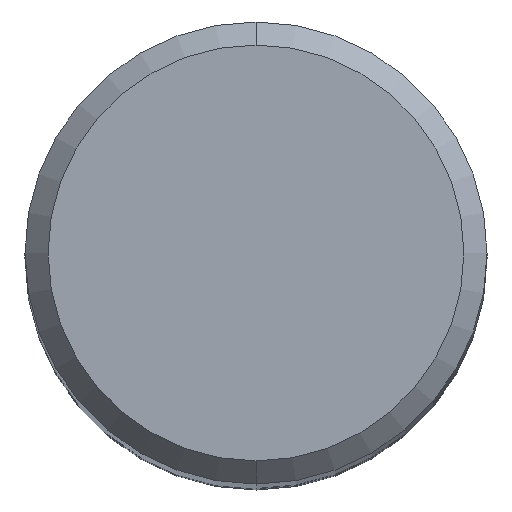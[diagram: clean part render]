
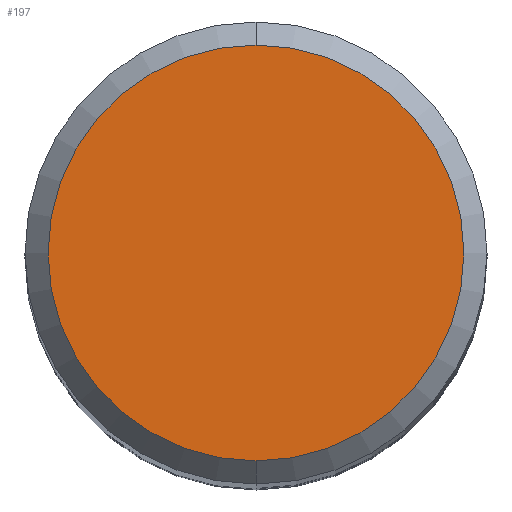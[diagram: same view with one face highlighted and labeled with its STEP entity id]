
A CAD part, top view. The second image highlights one B-rep face of the part: STEP entity #197.
In plain terms, the highlighted planar face has unit normal (0, 0, 1).
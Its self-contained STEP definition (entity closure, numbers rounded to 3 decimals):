
#171=EDGE_CURVE('',#273,#301,#383,.T.);
#197=ADVANCED_FACE('',(#410),#411,.T.);
#265=EDGE_CURVE('',#301,#273,#485,.T.);
#273=VERTEX_POINT('',#495);
#301=VERTEX_POINT('',#529);
#383=CIRCLE('',#615,5.4);
#410=FACE_OUTER_BOUND('',#649,.T.);
#411=PLANE('',#650);
#485=CIRCLE('',#749,5.4);
#495=CARTESIAN_POINT('',(0.0,5.4,0.0));
#529=CARTESIAN_POINT('',(0.,-5.4,0.0));
#615=AXIS2_PLACEMENT_3D('',#892,#893,#894);
#649=EDGE_LOOP('',(#915,#916));
#650=AXIS2_PLACEMENT_3D('',#917,#918,#919);
#749=AXIS2_PLACEMENT_3D('',#1010,#1011,#1012);
#892=CARTESIAN_POINT('',(0.0,0.0,0.0));
#893=DIRECTION('',(0.0,0.0,-1.0));
#894=DIRECTION('',(0.0,1.0,0.0));
#915=ORIENTED_EDGE('',*,*,#171,.F.);
#916=ORIENTED_EDGE('',*,*,#265,.F.);
#917=CARTESIAN_POINT('',(0.0,2.7,0.0));
#918=DIRECTION('',(-0.0,0.0,1.0));
#919=DIRECTION('',(0.0,-1.0,0.0));
#1010=CARTESIAN_POINT('',(0.0,0.0,0.0));
#1011=DIRECTION('',(0.0,0.0,-1.0));
#1012=DIRECTION('',(0.0,1.0,0.0));
